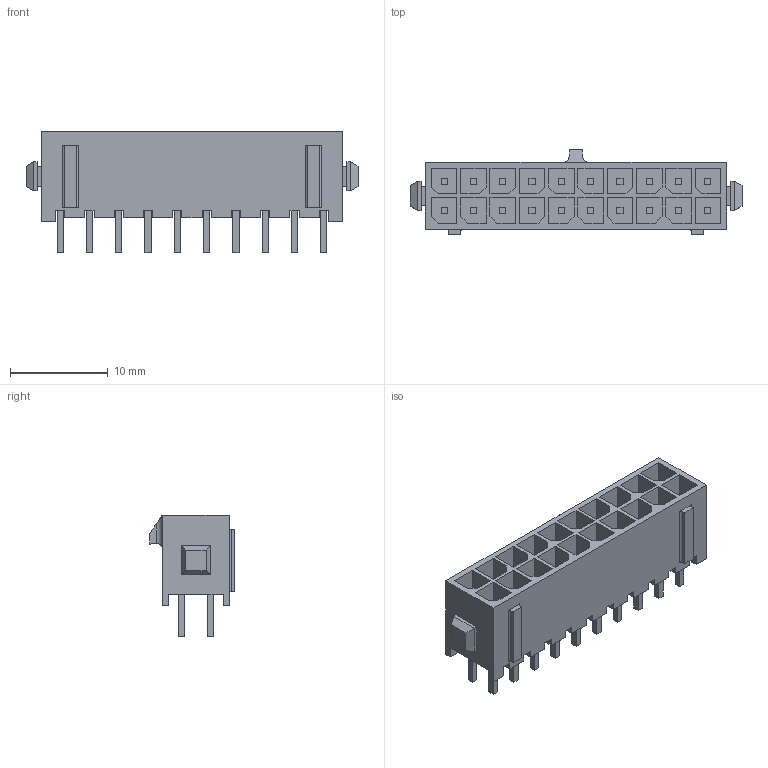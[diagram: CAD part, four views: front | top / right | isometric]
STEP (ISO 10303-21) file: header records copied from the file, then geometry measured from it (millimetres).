
FILE_DESCRIPTION((''),'2;1');
FILE_NAME('TYCO_5-794630-0.stp','2014-08-26T09:29:28',(''),(''),'Mechanical Desktop 2011','Mechanical Desktop 2011',', , ');
FILE_SCHEMA(('AUTOMOTIVE_DESIGN { 1 2 10303 214 1 1 1 1 }'));
Length unit declared in the file: millimetre
Products named in the file (1): Product
Bounding box: 34 x 8.67 x 12.42 mm (x, y, z)
Volume: 1033 mm3; surface area: 3168.9 mm2
Topology: 61 solids, 61 shells, 619 faces, 1403 edges, 932 vertices
Faces by surface type: bspline 360, plane 252, cylinder 7
Entity records: 16943 total; most frequent: CARTESIAN_POINT 4035, ORIENTED_EDGE 2806, DIRECTION 1937, EDGE_CURVE 1403, VECTOR 1389, LINE 1389, VERTEX_POINT 932, EDGE_LOOP 645
